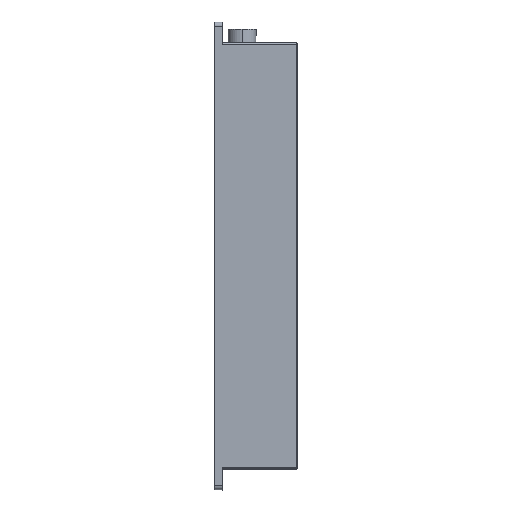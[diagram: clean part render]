
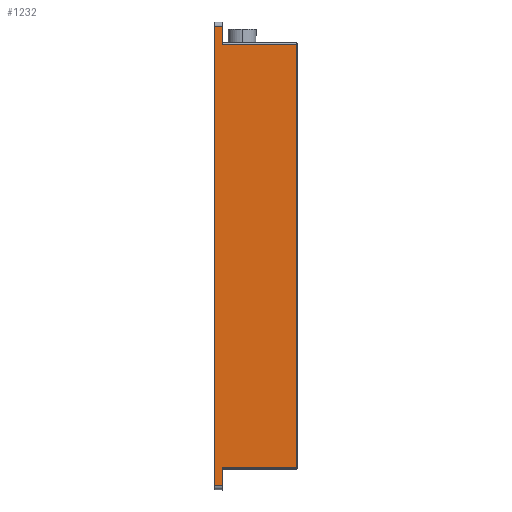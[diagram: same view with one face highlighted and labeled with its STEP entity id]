
A CAD part, top view. The second image highlights one B-rep face of the part: STEP entity #1232.
In plain terms, the highlighted planar face has unit normal (0, 0, 1).
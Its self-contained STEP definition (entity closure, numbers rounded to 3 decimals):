
#16 = VECTOR ( 'NONE', #140, 1000. ) ;
#37 = ORIENTED_EDGE ( 'NONE', *, *, #719, .T. ) ;
#48 = CARTESIAN_POINT ( 'NONE',  ( -240.421, -737., 561. ) ) ;
#132 = LINE ( 'NONE', #585, #2341 ) ;
#140 = DIRECTION ( 'NONE',  ( 0., -1., 0. ) ) ;
#168 = DIRECTION ( 'NONE',  ( 0., 1., 0. ) ) ;
#173 = ORIENTED_EDGE ( 'NONE', *, *, #1100, .T. ) ;
#236 = LINE ( 'NONE', #1056, #469 ) ;
#262 = CARTESIAN_POINT ( 'NONE',  ( -246.421, -737., 561. ) ) ;
#320 = ORIENTED_EDGE ( 'NONE', *, *, #1864, .T. ) ;
#343 = CARTESIAN_POINT ( 'NONE',  ( -187.421, -421., 561. ) ) ;
#355 = LINE ( 'NONE', #2332, #16 ) ;
#365 = LINE ( 'NONE', #262, #447 ) ;
#431 = DIRECTION ( 'NONE',  ( 0., -1., 0. ) ) ;
#432 = CARTESIAN_POINT ( 'NONE',  ( -240.421, -408., 561. ) ) ;
#447 = VECTOR ( 'NONE', #2133, 1000. ) ;
#469 = VECTOR ( 'NONE', #1426, 1000. ) ;
#518 = VECTOR ( 'NONE', #1368, 1000. ) ;
#580 = FACE_OUTER_BOUND ( 'NONE', #765, .T. ) ;
#585 = CARTESIAN_POINT ( 'NONE',  ( -240.421, -772.5, 561. ) ) ;
#640 = CARTESIAN_POINT ( 'NONE',  ( -246.421, -772.5, 561. ) ) ;
#655 = CARTESIAN_POINT ( 'NONE',  ( -240.421, -724., 561. ) ) ;
#714 = ORIENTED_EDGE ( 'NONE', *, *, #1289, .F. ) ;
#719 = EDGE_CURVE ( 'NONE', #1075, #1602, #2298, .T. ) ;
#762 = DIRECTION ( 'NONE',  ( 0., 1., 0. ) ) ;
#765 = EDGE_LOOP ( 'NONE', ( #173, #37, #1074, #1981, #1964, #714, #1470, #320 ) ) ;
#973 = CARTESIAN_POINT ( 'NONE',  ( -246.421, -724., 561. ) ) ;
#982 = DIRECTION ( 'NONE',  ( 1., 0., 0. ) ) ;
#1001 = VERTEX_POINT ( 'NONE', #1051 ) ;
#1051 = CARTESIAN_POINT ( 'NONE',  ( -246.421, -737., 561. ) ) ;
#1056 = CARTESIAN_POINT ( 'NONE',  ( -240.421, -772.5, 561. ) ) ;
#1074 = ORIENTED_EDGE ( 'NONE', *, *, #2251, .T. ) ;
#1075 = VERTEX_POINT ( 'NONE', #343 ) ;
#1082 = CARTESIAN_POINT ( 'NONE',  ( -187.421, -772.5, 561. ) ) ;
#1100 = EDGE_CURVE ( 'NONE', #1184, #1075, #1749, .T. ) ;
#1107 = CARTESIAN_POINT ( 'NONE',  ( -246.421, -408., 561. ) ) ;
#1183 = EDGE_CURVE ( 'NONE', #1859, #1934, #2126, .T. ) ;
#1184 = VERTEX_POINT ( 'NONE', #1525 ) ;
#1188 = PLANE ( 'NONE',  #2213 ) ;
#1232 = ADVANCED_FACE ( 'NONE', ( #580 ), #1188, .T. ) ;
#1289 = EDGE_CURVE ( 'NONE', #1617, #1001, #365, .T. ) ;
#1368 = DIRECTION ( 'NONE',  ( -1., 0., 0. ) ) ;
#1426 = DIRECTION ( 'NONE',  ( 0., 1., 0. ) ) ;
#1470 = ORIENTED_EDGE ( 'NONE', *, *, #2100, .T. ) ;
#1500 = VECTOR ( 'NONE', #982, 1000. ) ;
#1511 = CARTESIAN_POINT ( 'NONE',  ( -246.421, -421., 561. ) ) ;
#1525 = CARTESIAN_POINT ( 'NONE',  ( -187.421, -724., 561. ) ) ;
#1602 = VERTEX_POINT ( 'NONE', #2065 ) ;
#1614 = VECTOR ( 'NONE', #2044, 1000. ) ;
#1617 = VERTEX_POINT ( 'NONE', #48 ) ;
#1749 = LINE ( 'NONE', #1082, #2094 ) ;
#1859 = VERTEX_POINT ( 'NONE', #432 ) ;
#1864 = EDGE_CURVE ( 'NONE', #2203, #1184, #2227, .T. ) ;
#1932 = DIRECTION ( 'NONE',  ( 0., 0., 1. ) ) ;
#1934 = VERTEX_POINT ( 'NONE', #2078 ) ;
#1964 = ORIENTED_EDGE ( 'NONE', *, *, #2241, .T. ) ;
#1981 = ORIENTED_EDGE ( 'NONE', *, *, #1183, .T. ) ;
#2044 = DIRECTION ( 'NONE',  ( -1., 0., 0. ) ) ;
#2065 = CARTESIAN_POINT ( 'NONE',  ( -240.421, -421., 561. ) ) ;
#2078 = CARTESIAN_POINT ( 'NONE',  ( -246.421, -408., 561. ) ) ;
#2094 = VECTOR ( 'NONE', #168, 1000. ) ;
#2100 = EDGE_CURVE ( 'NONE', #1617, #2203, #132, .T. ) ;
#2126 = LINE ( 'NONE', #1107, #518 ) ;
#2133 = DIRECTION ( 'NONE',  ( -1., 0., 0. ) ) ;
#2203 = VERTEX_POINT ( 'NONE', #655 ) ;
#2213 = AXIS2_PLACEMENT_3D ( 'NONE', #640, #1932, #431 ) ;
#2227 = LINE ( 'NONE', #973, #1500 ) ;
#2241 = EDGE_CURVE ( 'NONE', #1934, #1001, #355, .T. ) ;
#2251 = EDGE_CURVE ( 'NONE', #1602, #1859, #236, .T. ) ;
#2298 = LINE ( 'NONE', #1511, #1614 ) ;
#2332 = CARTESIAN_POINT ( 'NONE',  ( -246.421, -572.5, 561. ) ) ;
#2341 = VECTOR ( 'NONE', #762, 1000. ) ;
